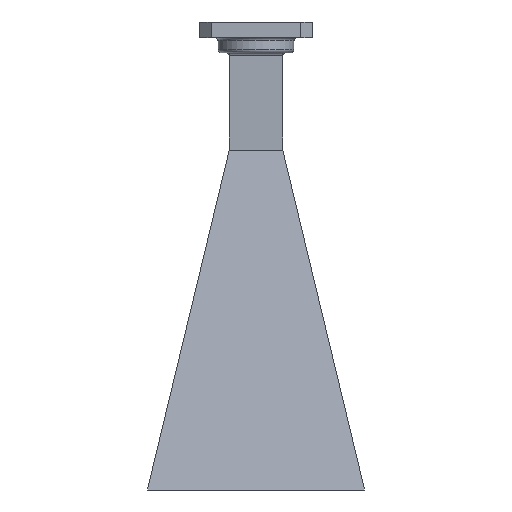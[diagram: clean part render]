
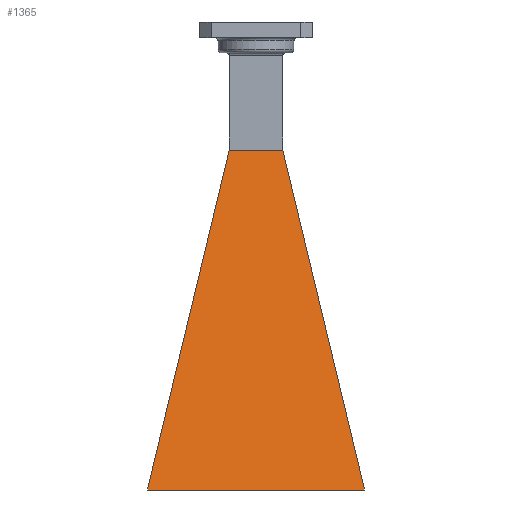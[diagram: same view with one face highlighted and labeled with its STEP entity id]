
A CAD part, front view. The second image highlights one B-rep face of the part: STEP entity #1365.
In plain terms, the highlighted planar face has unit normal (0, -0.982, 0.19).
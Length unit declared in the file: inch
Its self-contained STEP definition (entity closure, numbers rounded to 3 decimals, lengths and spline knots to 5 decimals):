
#24 = VERTEX_POINT ( 'NONE', #1270 ) ;
#30 = VECTOR ( 'NONE', #595, 39.37008 ) ;
#68 = LINE ( 'NONE', #657, #712 ) ;
#195 = CARTESIAN_POINT ( 'NONE',  ( -0.179, -0.109, -0.855 ) ) ;
#235 = CARTESIAN_POINT ( 'NONE',  ( 0.725, -0.5475, -3.125 ) ) ;
#323 = ORIENTED_EDGE ( 'NONE', *, *, #623, .T. ) ;
#359 = CARTESIAN_POINT ( 'NONE',  ( -0.05967, -0.109, -0.855 ) ) ;
#460 = CARTESIAN_POINT ( 'NONE',  ( 0.179, -0.109, -0.855 ) ) ;
#465 = VERTEX_POINT ( 'NONE', #874 ) ;
#492 = CARTESIAN_POINT ( 'NONE',  ( 0., 0.05414, -0.01046 ) ) ;
#531 = EDGE_LOOP ( 'NONE', ( #1540, #323, #1074, #1158 ) ) ;
#582 = CARTESIAN_POINT ( 'NONE',  ( 0.05967, -0.109, -0.855 ) ) ;
#587 = LINE ( 'NONE', #235, #30 ) ;
#595 = DIRECTION ( 'NONE',  ( -0.23, 0.185, 0.956 ) ) ;
#623 = EDGE_CURVE ( 'NONE', #465, #635, #1505, .T. ) ;
#635 = VERTEX_POINT ( 'NONE', #195 ) ;
#653 = EDGE_CURVE ( 'NONE', #908, #24, #791, .T. ) ;
#657 = CARTESIAN_POINT ( 'NONE',  ( -0.725, -0.5475, -3.125 ) ) ;
#665 = EDGE_CURVE ( 'NONE', #24, #465, #587, .T. ) ;
#712 = VECTOR ( 'NONE', #780, 39.37008 ) ;
#732 = DIRECTION ( 'NONE',  ( 0., -0.982, 0.19 ) ) ;
#780 = DIRECTION ( 'NONE',  ( 0.23, 0.185, 0.956 ) ) ;
#791 = LINE ( 'NONE', #841, #1038 ) ;
#822 = AXIS2_PLACEMENT_3D ( 'NONE', #492, #732, #1223 ) ;
#840 = FACE_OUTER_BOUND ( 'NONE', #531, .T. ) ;
#841 = CARTESIAN_POINT ( 'NONE',  ( -0.725, -0.5475, -3.125 ) ) ;
#874 = CARTESIAN_POINT ( 'NONE',  ( 0.179, -0.109, -0.855 ) ) ;
#879 = CARTESIAN_POINT ( 'NONE',  ( -0.725, -0.5475, -3.125 ) ) ;
#908 = VERTEX_POINT ( 'NONE', #879 ) ;
#1038 = VECTOR ( 'NONE', #1085, 39.37008 ) ;
#1074 = ORIENTED_EDGE ( 'NONE', *, *, #1537, .F. ) ;
#1085 = DIRECTION ( 'NONE',  ( 1., 0., 0. ) ) ;
#1158 = ORIENTED_EDGE ( 'NONE', *, *, #653, .T. ) ;
#1216 = PLANE ( 'NONE',  #822 ) ;
#1223 = DIRECTION ( 'NONE',  ( 0., -0.19, -0.982 ) ) ;
#1270 = CARTESIAN_POINT ( 'NONE',  ( 0.725, -0.5475, -3.125 ) ) ;
#1365 = ADVANCED_FACE ( 'NONE', ( #840 ), #1216, .T. ) ;
#1505 = B_SPLINE_CURVE_WITH_KNOTS ( 'NONE', 3,
 ( #460, #582, #359, #1566 ),
 .UNSPECIFIED., .F., .F.,
 ( 4, 4 ),
 ( 0., 1. ),
 .UNSPECIFIED. ) ;
#1537 = EDGE_CURVE ( 'NONE', #908, #635, #68, .T. ) ;
#1540 = ORIENTED_EDGE ( 'NONE', *, *, #665, .T. ) ;
#1566 = CARTESIAN_POINT ( 'NONE',  ( -0.179, -0.109, -0.855 ) ) ;
